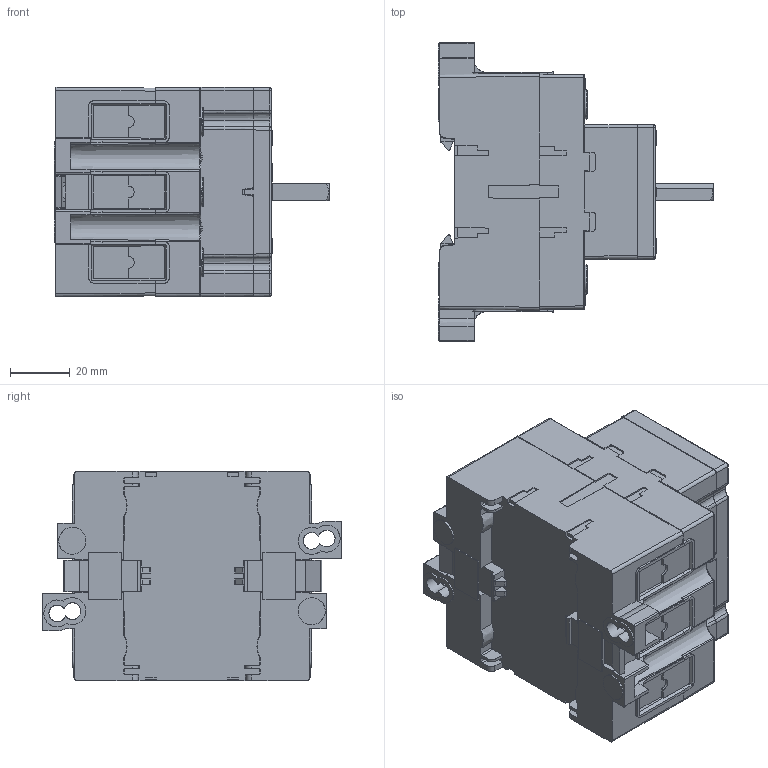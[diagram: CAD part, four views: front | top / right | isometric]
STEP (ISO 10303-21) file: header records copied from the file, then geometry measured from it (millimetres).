
FILE_DESCRIPTION (( 'STEP AP203' ), '1' );
FILE_NAME ('ML3-125-V-A02.step', '2020-07-08T21:03:58', ( '' ), ( '' ), 'SwSTEP 2.0', 'SolidWorks 2019', '' );
FILE_SCHEMA (( 'CONFIG_CONTROL_DESIGN' ));
Length unit declared in the file: inch
Products named in the file (1): ML3-125-V-A02
Bounding box: 92.1 x 100 x 70 mm (x, y, z)
Volume: 303310.9 mm3; surface area: 58484.2 mm2
Topology: 1 solids, 1 shells, 1584 faces, 4589 edges, 3021 vertices
Faces by surface type: plane 1032, cone 242, cylinder 171, bspline 139
Entity records: 63471 total; most frequent: CARTESIAN_POINT 25125, ORIENTED_EDGE 9178, DIRECTION 6097, EDGE_CURVE 4589, VERTEX_POINT 3021, VECTOR 2941, LINE 2941, EDGE_LOOP 1632
